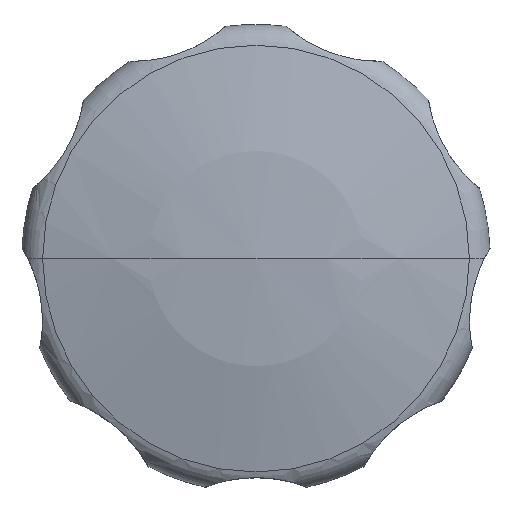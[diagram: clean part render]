
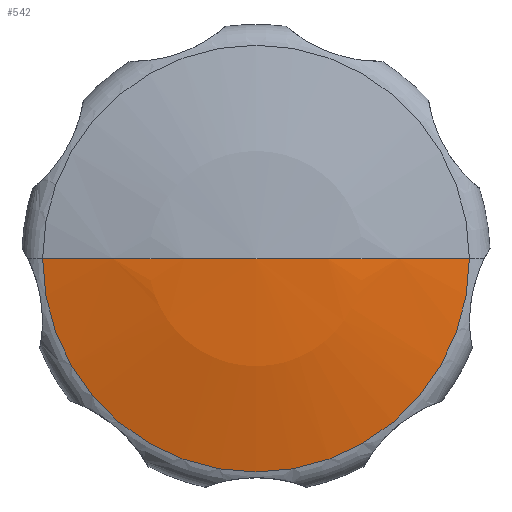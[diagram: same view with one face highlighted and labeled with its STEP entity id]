
A CAD part, top view. The second image highlights one B-rep face of the part: STEP entity #542.
In plain terms, the highlighted spherical face has radius 88.136 mm.
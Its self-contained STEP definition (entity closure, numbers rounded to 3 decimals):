
#380=VERTEX_POINT('',#804);
#410=EDGE_CURVE('',#460,#380,#839,.T.);
#460=VERTEX_POINT('',#891);
#502=VERTEX_POINT('',#934);
#508=EDGE_CURVE('',#502,#380,#941,.T.);
#542=ADVANCED_FACE('',(#977),#978,.T.);
#546=EDGE_CURVE('',#460,#502,#982,.T.);
#804=CARTESIAN_POINT('',(22.775,0.,71.006));
#839=CIRCLE('',#1574,22.775);
#891=CARTESIAN_POINT('',(-22.775,0.,71.006));
#934=CARTESIAN_POINT('',(0.,0.,74.0));
#941=CIRCLE('',#1859,88.136);
#977=FACE_OUTER_BOUND('',#1978,.T.);
#978=SPHERICAL_SURFACE('',#1979,88.136);
#982=CIRCLE('',#1985,88.136);
#1574=AXIS2_PLACEMENT_3D('',#2469,#2470,#2471);
#1859=AXIS2_PLACEMENT_3D('',#2544,#2545,#2546);
#1978=EDGE_LOOP('',(#2574,#2575,#2576));
#1979=AXIS2_PLACEMENT_3D('',#2577,#2578,#2579);
#1985=AXIS2_PLACEMENT_3D('',#2583,#2584,#2585);
#2469=CARTESIAN_POINT('',(0.,0.,71.006));
#2470=DIRECTION('',(0.,0.,1.0));
#2471=DIRECTION('',(-1.0,0.,0.));
#2544=CARTESIAN_POINT('',(0.,0.,-14.136));
#2545=DIRECTION('',(0.,1.0,0.));
#2546=DIRECTION('',(0.0,0.,-1.0));
#2574=ORIENTED_EDGE('',*,*,#546,.F.);
#2575=ORIENTED_EDGE('',*,*,#410,.T.);
#2576=ORIENTED_EDGE('',*,*,#508,.F.);
#2577=CARTESIAN_POINT('',(0.,0.,-14.136));
#2578=DIRECTION('',(0.,0.,1.0));
#2579=DIRECTION('',(-1.0,0.,0.0));
#2583=CARTESIAN_POINT('',(0.,0.,-14.136));
#2584=DIRECTION('',(0.,1.0,0.));
#2585=DIRECTION('',(0.0,0.,-1.0));
